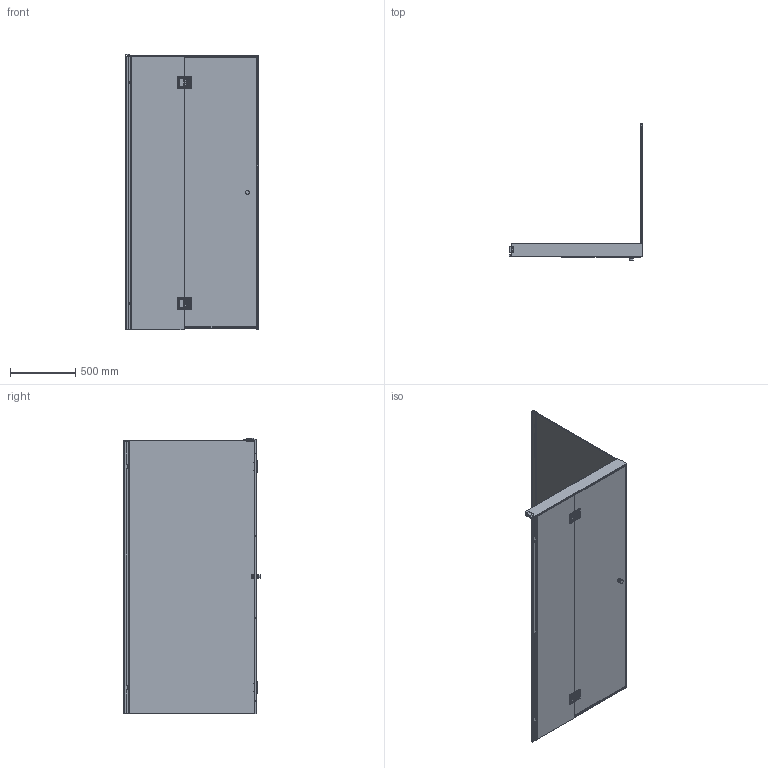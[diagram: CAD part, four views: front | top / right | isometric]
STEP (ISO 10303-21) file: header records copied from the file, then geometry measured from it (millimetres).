
FILE_DESCRIPTION(/* description */ (''),/* implementation_level */ '2;1');
FILE_NAME(/* name */ 'STEP - H31RE01 1000x1000 channel_1710024',/* time_stamp */ '2024-08-13T16:51:25+10:00',/* author */ (''),/* organization */ (''),/* preprocessor_version */ 'ST-DEVELOPER v16.5',/* originating_system */ 'Rhino 7.23',/* authorisation */ '');
FILE_SCHEMA (('AUTOMOTIVE_DESIGN'));
Products named in the file (39): Document; H31RE01ǽ�Ĳ�g-�� 1000
x1000x2100; �76; LS06570; 302A-1034; 05F0FFFDFFFDFFFD58E8
\X0\R4�ǣ�71; ���װ�θ�-�ɺ�3
8; ISO 4027 - M5 x 10_ISO 4027 - M5 x 10-N48; M6 x 12-12N_ISO 10642 - M6 x 12 --- 12N56; ͨ�õ�ɵ���ת��68; H710�̶���14; H520�̶����60; H700����40; ��õ������A154; ��õ����ȦA-24; H700����_266; H510����62; ͨ�õ����ת�ὺ��1
0; ��õ�����144; ͨ��S5XXϵ�н�Ƭ30; ���GA.700��Ʒ6; M6 x 16����ǳ�ͷ�ݶ�_ISO 10642 - M
6 x 16 --- 16C36; H700���16; ���-C��ǳ�ͷM5�ݶ�_
ISO 4762 M5 x 25 --- 25N64; H31�12; H31�̲�32; ���74; AL022ǽ��72; 3.2�߽���210028; AL1022-210058; �rĶ˸�SJ21046; H31���22; �g-��75; FFFDFFFD
\X0\-U73; FFFDFFFD
\X0\-U50; hex socket set screws with flat point gb_GB_FASTENER_SCREWS_HSFP M8X6
-N42; FFFD
\X0\g-��-U24; FFFD
\X0\g-��-U26; �g-��8
Assembly tree (56 placements, depth 5):
  Document
    H31RE01ǽ�Ĳ�g-�� 1000
x1000x2100
      �76
        LS06570
        302A-1034
  05F0FFFDFFFDFFFD58E8
\X0\R4�ǣ�71  x2
          ���װ�θ�-�ɺ�3
8
          ISO 4027 - M5 x 10_ISO 4027 - M5 x 10-N48
          M6 x 12-12N_ISO 10642 - M6 x 12 --- 12N56
          ͨ�õ�ɵ���ת��68
          H710�̶���14
          H520�̶����60
          H700����40
          ��õ������A154
          ��õ����ȦA-24
          H700����_266
          H510����62
          ͨ�õ����ת�ὺ��1
0
          ��õ�����144
          ͨ��S5XXϵ�н�Ƭ30
          ���GA.700��Ʒ6
          M6 x 16����ǳ�ͷ�ݶ�_ISO 10642 - M
6 x 16 --- 16C36
          H700���16
          ���-C��ǳ�ͷM5�ݶ�_
ISO 4762 M5 x 25 --- 25N64
        H31�12
      H31�̲�32
      ���74
        AL022ǽ��72
          3.2�߽���210028
          AL1022-210058
        �rĶ˸�SJ21046
        H31���22
      AL022ǽ��72
        3.2�߽���210028
        AL1022-210058
      �g-��75
  FFFDFFFD
\X0\-U73
  FFFDFFFD
\X0\-U50
          hex socket set screws with flat point gb_GB_FASTENER_SCREWS_HSFP M8X6
-N42  x2
  FFFD
\X0\g-��-U24
  FFFD
\X0\g-��-U26
        �g-��8
Bounding box: 1024.81 x 1053 x 2116.5 mm (x, y, z)
Volume: 43358989.2 mm3; surface area: 10100932.9 mm2
Topology: 83 solids, 83 shells, 6045 faces, 15366 edges, 9608 vertices
Faces by surface type: plane 3283, bspline 1506, cylinder 1256
Entity records: 84727 total; most frequent: CARTESIAN_POINT 38829, ORIENTED_EDGE 13504, EDGE_CURVE 6752, B_SPLINE_CURVE_WITH_KNOTS 5242, VERTEX_POINT 4325, EDGE_LOOP 2755, ADVANCED_FACE 2591, FACE_OUTER_BOUND 2591
